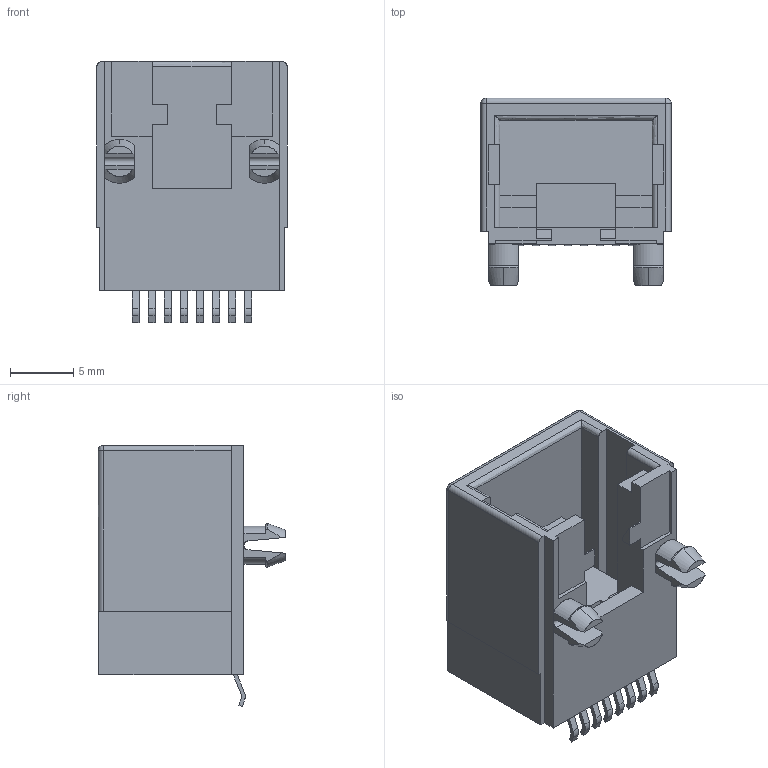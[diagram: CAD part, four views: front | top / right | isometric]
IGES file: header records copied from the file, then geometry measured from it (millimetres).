
Start section: SolidWorks IGES file using analytic representation for surfaces
Global section: file name: GMX-SMT2-N-88_rA3.IGS; native system: SolidWorks 2007; preprocessor: SolidWorks 2007; author: Patrick; date: 100831.102828; units: millimetre
Bounding box: 15 x 14.8 x 20.6 mm (x, y, z)
Surface area: 1979 mm2 (no closed solid volume)
Topology: 0 solids, 0 shells, 186 faces, 1290 edges, 1288 vertices
Faces by surface type: bspline 144, revolution 42
